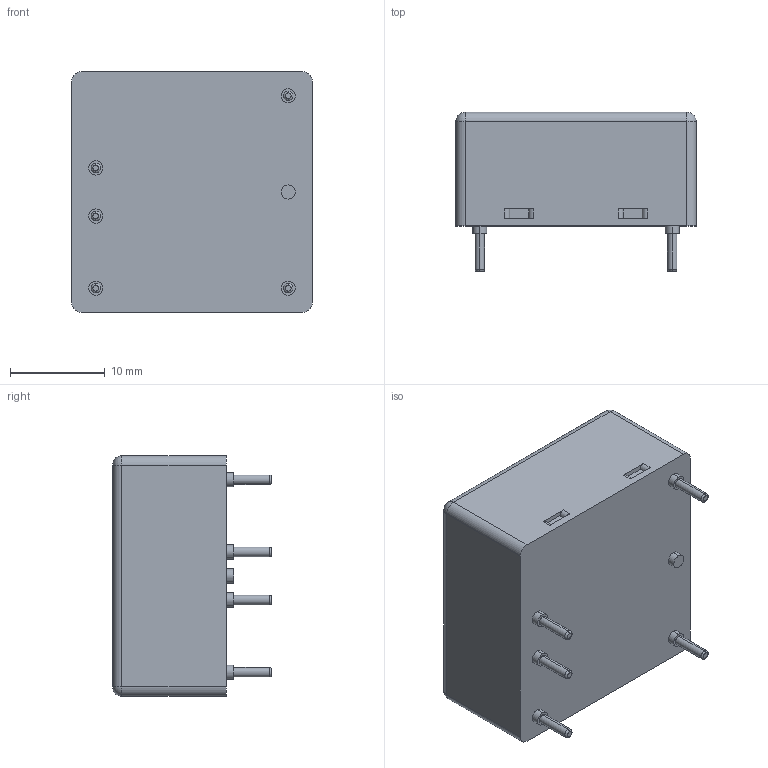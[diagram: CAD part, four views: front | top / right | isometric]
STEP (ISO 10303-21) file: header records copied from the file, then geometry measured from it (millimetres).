
FILE_DESCRIPTION (( 'STEP AP214' ), '1' );
FILE_NAME ('TDPOWER_TDK20.STEP', '2022-06-26T15:24:40', ( '' ), ( '' ), 'SwSTEP 2.0', 'SolidWorks 2020', '' );
FILE_SCHEMA (( 'AUTOMOTIVE_DESIGN' ));
Length unit declared in the file: millimetre
Products named in the file (1): TDPOWER_TDK20
Bounding box: 25.4 x 16.8 x 25.4 mm (x, y, z)
Volume: 7730.1 mm3; surface area: 2539 mm2
Topology: 1 solids, 1 shells, 131 faces, 581 edges, 513 vertices
Faces by surface type: plane 79, cylinder 38, torus 10, sphere 4
Entity records: 8149 total; most frequent: CARTESIAN_POINT 2858, ORIENTED_EDGE 1154, EDGE_CURVE 577, DIRECTION 530, VERTEX_POINT 513, B_SPLINE_CURVE_WITH_KNOTS 407, AXIS2_PLACEMENT_3D 228, EDGE_LOOP 196
